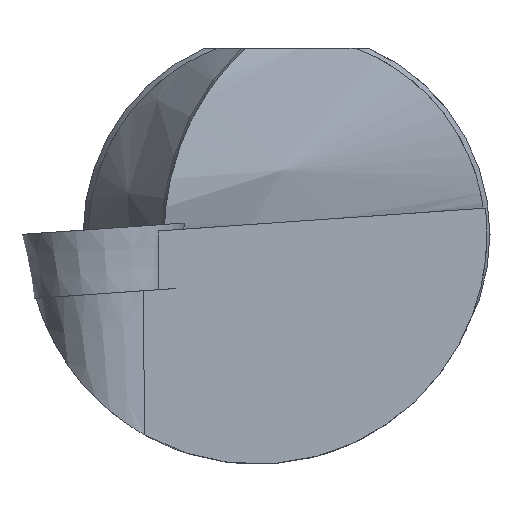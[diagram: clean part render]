
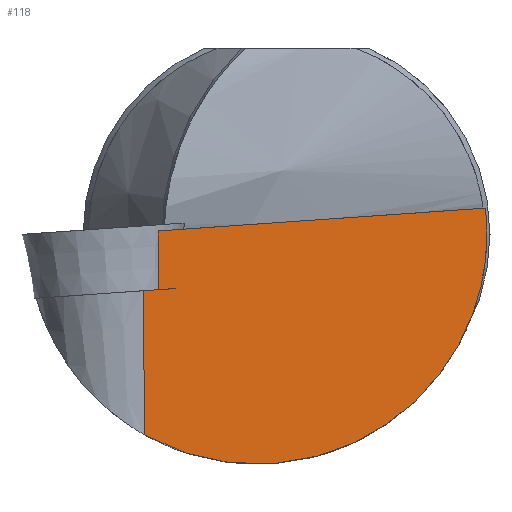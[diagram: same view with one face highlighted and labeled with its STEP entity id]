
A CAD part, left-side view. The second image highlights one B-rep face of the part: STEP entity #118.
In plain terms, the highlighted planar face has unit normal (-0.86, -0.504, -0.087).
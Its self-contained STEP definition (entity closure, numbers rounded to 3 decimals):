
#118=ADVANCED_FACE('',(#158),#148,.T.);
#148=PLANE('',#562);
#158=FACE_OUTER_BOUND('',#186,.T.);
#186=EDGE_LOOP('',(#266,#267,#268,#269,#270,#271));
#218=ELLIPSE('',#560,13.146,11.3);
#219=ELLIPSE('',#561,11.459,9.85);
#225=LINE('',#766,#244);
#226=LINE('',#768,#245);
#227=LINE('',#774,#246);
#244=VECTOR('',#621,1.);
#245=VECTOR('',#622,1.);
#246=VECTOR('',#627,1.);
#266=ORIENTED_EDGE('',*,*,#461,.F.);
#267=ORIENTED_EDGE('',*,*,#462,.F.);
#268=ORIENTED_EDGE('',*,*,#463,.F.);
#269=ORIENTED_EDGE('',*,*,#464,.T.);
#270=ORIENTED_EDGE('',*,*,#465,.T.);
#271=ORIENTED_EDGE('',*,*,#466,.T.);
#412=VERTEX_POINT('',#764);
#413=VERTEX_POINT('',#765);
#414=VERTEX_POINT('',#767);
#415=VERTEX_POINT('',#769);
#416=VERTEX_POINT('',#771);
#417=VERTEX_POINT('',#773);
#461=EDGE_CURVE('',#412,#413,#529,.T.);
#462=EDGE_CURVE('',#414,#412,#225,.T.);
#463=EDGE_CURVE('',#415,#414,#226,.T.);
#464=EDGE_CURVE('',#415,#416,#218,.T.);
#465=EDGE_CURVE('',#416,#417,#219,.T.);
#466=EDGE_CURVE('',#417,#413,#227,.T.);
#529=B_SPLINE_CURVE_WITH_KNOTS('',3,(#760,#761,#762,#763),.UNSPECIFIED.,
 .F.,.F.,(4,4),(0.,1.),.UNSPECIFIED.);
#560=AXIS2_PLACEMENT_3D('',#770,#623,#624);
#561=AXIS2_PLACEMENT_3D('',#772,#625,#626);
#562=AXIS2_PLACEMENT_3D('',#775,#628,#629);
#621=DIRECTION('',(0.5,-0.864,0.06));
#622=DIRECTION('',(-0.106,0.008,0.994));
#623=DIRECTION('',(-0.86,-0.504,-0.087));
#624=DIRECTION('',(0.511,-0.847,-0.146));
#625=DIRECTION('',(-0.86,-0.504,-0.087));
#626=DIRECTION('',(0.511,-0.847,-0.146));
#627=DIRECTION('',(-0.5,0.864,-0.06));
#628=DIRECTION('',(-0.86,-0.504,-0.087));
#629=DIRECTION('',(-0.505,0.863,0.));
#760=CARTESIAN_POINT('',(1.383,6.308,-2.72));
#761=CARTESIAN_POINT('',(1.287,6.305,-1.757));
#762=CARTESIAN_POINT('',(1.192,6.301,-0.795));
#763=CARTESIAN_POINT('',(1.097,6.298,0.168));
#764=CARTESIAN_POINT('',(1.383,6.308,-2.72));
#765=CARTESIAN_POINT('',(1.097,6.298,0.168));
#766=CARTESIAN_POINT('',(10.816,-9.99,-1.58));
#767=CARTESIAN_POINT('',(0.961,7.037,-2.771));
#768=CARTESIAN_POINT('',(0.961,7.037,-2.771));
#769=CARTESIAN_POINT('',(1.713,6.977,-9.856));
#770=CARTESIAN_POINT('',(3.954,1.45,0.));
#771=CARTESIAN_POINT('',(10.574,-9.85,0.));
#772=CARTESIAN_POINT('',(4.803,0.,0.));
#773=CARTESIAN_POINT('',(10.393,-9.765,1.291));
#774=CARTESIAN_POINT('',(0.788,6.831,0.131));
#775=CARTESIAN_POINT('',(10.816,-9.99,-1.58));
